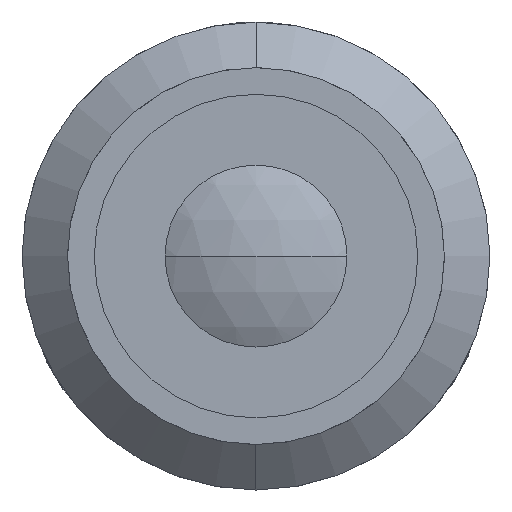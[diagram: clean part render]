
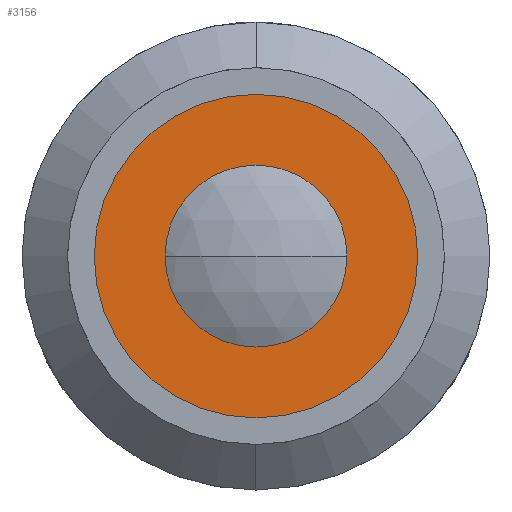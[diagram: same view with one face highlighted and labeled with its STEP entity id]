
A CAD part, left-side view. The second image highlights one B-rep face of the part: STEP entity #3156.
In plain terms, the highlighted planar face has unit normal (-1, 0, 0).
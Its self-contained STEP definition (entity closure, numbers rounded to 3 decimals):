
#51 = PLANE ( 'NONE',  #2226 ) ;
#121 = AXIS2_PLACEMENT_3D ( 'NONE', #2566, #1208, #797 ) ;
#404 = CIRCLE ( 'NONE', #772, 13.5 ) ;
#724 = DIRECTION ( 'NONE',  ( 0., 0., 1. ) ) ;
#772 = AXIS2_PLACEMENT_3D ( 'NONE', #2578, #2948, #1172 ) ;
#797 = DIRECTION ( 'NONE',  ( 0., 0., 1. ) ) ;
#871 = EDGE_CURVE ( 'NONE', #1854, #3200, #404, .T. ) ;
#996 = EDGE_CURVE ( 'NONE', #1620, #1920, #2033, .T. ) ;
#1171 = ORIENTED_EDGE ( 'NONE', *, *, #1644, .F. ) ;
#1172 = DIRECTION ( 'NONE',  ( 0., 0., 1. ) ) ;
#1208 = DIRECTION ( 'NONE',  ( -1., 0., 0. ) ) ;
#1335 = CARTESIAN_POINT ( 'NONE',  ( 3.8, 0., 0. ) ) ;
#1387 = DIRECTION ( 'NONE',  ( 1., 0., 0. ) ) ;
#1620 = VERTEX_POINT ( 'NONE', #2192 ) ;
#1644 = EDGE_CURVE ( 'NONE', #1920, #1620, #3976, .T. ) ;
#1671 = EDGE_LOOP ( 'NONE', ( #2535, #1171 ) ) ;
#1781 = FACE_BOUND ( 'NONE', #1671, .T. ) ;
#1792 = CARTESIAN_POINT ( 'NONE',  ( 3.8, 0., -7. ) ) ;
#1814 = AXIS2_PLACEMENT_3D ( 'NONE', #3848, #3219, #724 ) ;
#1854 = VERTEX_POINT ( 'NONE', #4571 ) ;
#1920 = VERTEX_POINT ( 'NONE', #1792 ) ;
#1935 = EDGE_CURVE ( 'NONE', #3200, #1854, #2187, .T. ) ;
#2033 = CIRCLE ( 'NONE', #2927, 7. ) ;
#2131 = CARTESIAN_POINT ( 'NONE',  ( 3.8, 0., -13.5 ) ) ;
#2187 = CIRCLE ( 'NONE', #1814, 13.5 ) ;
#2192 = CARTESIAN_POINT ( 'NONE',  ( 3.8, 0., 7. ) ) ;
#2226 = AXIS2_PLACEMENT_3D ( 'NONE', #2833, #1387, #2507 ) ;
#2507 = DIRECTION ( 'NONE',  ( 0., 0., -1. ) ) ;
#2535 = ORIENTED_EDGE ( 'NONE', *, *, #996, .F. ) ;
#2566 = CARTESIAN_POINT ( 'NONE',  ( 3.8, 0., 0. ) ) ;
#2578 = CARTESIAN_POINT ( 'NONE',  ( 3.8, 0., 0. ) ) ;
#2833 = CARTESIAN_POINT ( 'NONE',  ( 3.8, 13.5, 0. ) ) ;
#2927 = AXIS2_PLACEMENT_3D ( 'NONE', #1335, #4079, #3785 ) ;
#2948 = DIRECTION ( 'NONE',  ( -1., 0., 0. ) ) ;
#3156 = ADVANCED_FACE ( 'NONE', ( #1781, #3232 ), #51, .F. ) ;
#3200 = VERTEX_POINT ( 'NONE', #2131 ) ;
#3219 = DIRECTION ( 'NONE',  ( -1., 0., 0. ) ) ;
#3232 = FACE_OUTER_BOUND ( 'NONE', #4338, .T. ) ;
#3785 = DIRECTION ( 'NONE',  ( 0., 0., 1. ) ) ;
#3848 = CARTESIAN_POINT ( 'NONE',  ( 3.8, 0., 0. ) ) ;
#3960 = ORIENTED_EDGE ( 'NONE', *, *, #871, .T. ) ;
#3976 = CIRCLE ( 'NONE', #121, 7. ) ;
#4079 = DIRECTION ( 'NONE',  ( -1., 0., 0. ) ) ;
#4338 = EDGE_LOOP ( 'NONE', ( #3960, #4463 ) ) ;
#4463 = ORIENTED_EDGE ( 'NONE', *, *, #1935, .T. ) ;
#4571 = CARTESIAN_POINT ( 'NONE',  ( 3.8, 0., 13.5 ) ) ;
